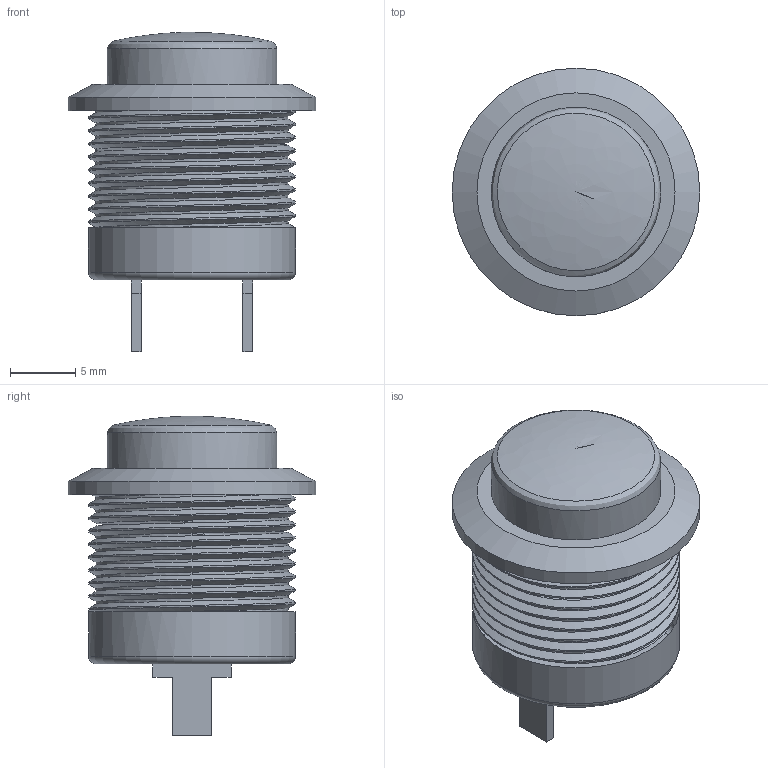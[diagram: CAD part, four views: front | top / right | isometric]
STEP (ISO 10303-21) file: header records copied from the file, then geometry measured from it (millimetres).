
FILE_DESCRIPTION(/* description */ (''),/* implementation_level */ '2;1');
FILE_NAME(/* name */ '16mm push button PID 1445 v1.step',/* time_stamp */ '2018-10-30T14:27:51-04:00',/* author */ ('Adafruit'),/* organization */ (''),/* preprocessor_version */ 'ST-DEVELOPER v17.2',/* originating_system */ 'Autodesk Translation Framework v7.6.0.251',/* authorisation */ '');
FILE_SCHEMA (('AUTOMOTIVE_DESIGN { 1 0 10303 214 3 1 1 }'));
Length unit declared in the file: millimetre
Products named in the file (1): 16mm push button PID 1445
Bounding box: 19 x 19 x 24.5 mm (x, y, z)
Volume: 3546.2 mm3; surface area: 2481.7 mm2
Topology: 5 solids, 5 shells, 56 faces, 140 edges, 93 vertices
Faces by surface type: plane 26, cylinder 24, bspline 4, torus 1, cone 1
Full cylindrical faces by diameter (mm): 13 x1, 14.741 x10, 15.884 x9, 19 x1
Entity records: 4249 total; most frequent: CARTESIAN_POINT 2955, ORIENTED_EDGE 278, DIRECTION 216, EDGE_CURVE 139, VERTEX_POINT 93, LINE 72, VECTOR 72, AXIS2_PLACEMENT_3D 72
